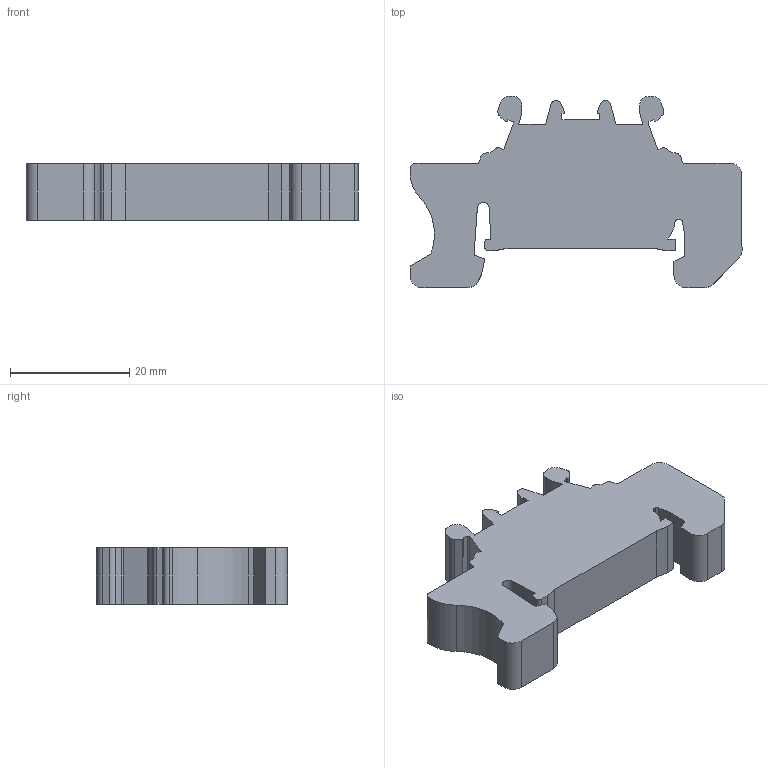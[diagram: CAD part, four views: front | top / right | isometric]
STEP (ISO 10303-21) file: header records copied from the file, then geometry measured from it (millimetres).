
FILE_DESCRIPTION(('SolidDesigner STEP Export'),'2;1');
FILE_NAME('3022218_clipfix35-select.stp','2013-06-12T17:01:27',(''),(''),'Creo Elements/Direct Modeling STEP processor for AP214 (Solid Model)','Creo Elements/Direct Modeling 18.1 06-May-2012 (C) Parametric Technology GmbH','');
FILE_SCHEMA(('AUTOMOTIVE_DESIGN { 1 0 10303 214 1 1 1 1 }'));
Length unit declared in the file: millimetre
Products named in the file (2): 3022218_clipfix35-select
Assembly tree (1 placements, depth 2):
  3022218_clipfix35-select
    3022218_clipfix35-select
Bounding box: 55.6 x 32 x 9.5 mm (x, y, z)
Volume: 10307.9 mm3; surface area: 4504.3 mm2
Topology: 1 solids, 1 shells, 111 faces, 324 edges, 216 vertices
Faces by surface type: plane 72, cylinder 39
Entity records: 4609 total; most frequent: CARTESIAN_POINT 653, ORIENTED_EDGE 648, DIRECTION 628, EDGE_CURVE 324, VECTOR 246, LINE 246, VERTEX_POINT 216, AXIS2_PLACEMENT_3D 191
